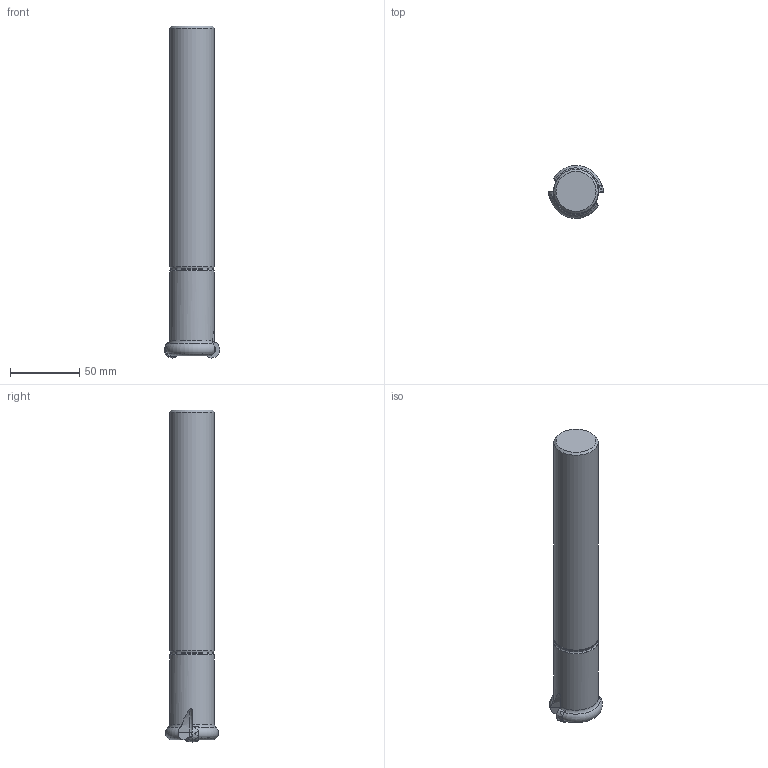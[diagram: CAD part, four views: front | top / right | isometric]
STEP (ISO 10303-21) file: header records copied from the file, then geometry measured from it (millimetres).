
FILE_DESCRIPTION(/* description */ (''),/* implementation_level */ '2;1');
FILE_NAME(/* name */ '1543201308960.stp',/* time_stamp */ '2018-11-26T08:32:10+05:00',/* author */ (''),/* organization */ ('SMS'),/* preprocessor_version */ 'ST-DEVELOPER v15',/* originating_system */ 'SIEMENS PLM Software NX 8.5',/* authorisation */ '');
FILE_SCHEMA (('AUTOMOTIVE_DESIGN { 1 0 10303 214 3 1 1 1 }'));
Length unit declared in the file: millimetre
Products named in the file (4): 201852526mod000_00; ASSEMBLY_CONSTRUCTION; 201904995mod000_00; 201904994mod000_00
Assembly tree (4 placements, depth 2):
  201904994mod000_00
    201904995mod000_00
    ASSEMBLY_CONSTRUCTION
    201852526mod000_00  x2
Bounding box: 39.99 x 38.26 x 240 mm (x, y, z)
Volume: 192628.5 mm3; surface area: 27192.5 mm2
Topology: 3 solids, 3 shells, 157 faces, 402 edges, 264 vertices
Faces by surface type: plane 68, cone 31, extrusion 24, torus 19, cylinder 13, sphere 2
Full cylindrical faces by diameter (mm): 3.5 x2, 4 x2, 5.25 x2, 31.3 x1, 31.992 x1, 32.48 x1
Entity records: 5684 total; most frequent: CARTESIAN_POINT 2199, DIRECTION 690, ORIENTED_EDGE 664, EDGE_CURVE 332, AXIS2_PLACEMENT_3D 288, VERTEX_POINT 224, EDGE_LOOP 174, ADVANCED_FACE 143
